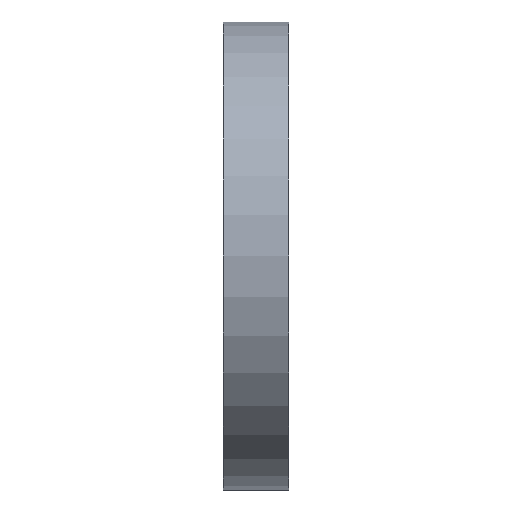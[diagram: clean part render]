
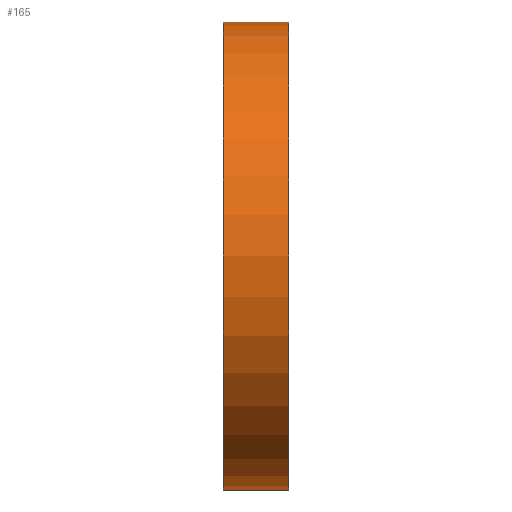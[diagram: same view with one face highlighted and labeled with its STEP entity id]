
A CAD part, front view. The second image highlights one B-rep face of the part: STEP entity #165.
In plain terms, the highlighted cylindrical face has radius 28.65 mm (diameter 57.3 mm), a partial arc.
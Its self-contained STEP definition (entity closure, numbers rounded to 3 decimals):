
#165=ADVANCED_FACE('',(#350),#349,.T.);
#349=CYLINDRICAL_SURFACE('',#640,28.65);
#350=FACE_OUTER_BOUND('',#641,.T.);
#637=CARTESIAN_POINT('',(0.,0.,0.));
#638=DIRECTION('',(1.,0.,0.));
#639=DIRECTION('',(0.,0.,1.));
#640=AXIS2_PLACEMENT_3D('',#637,#638,#639);
#641=EDGE_LOOP('',(#899,#900,#901,#902));
#899=ORIENTED_EDGE('',*,*,#999,.T.);
#900=ORIENTED_EDGE('',*,*,#1009,.F.);
#901=ORIENTED_EDGE('',*,*,#996,.F.);
#902=ORIENTED_EDGE('',*,*,#1010,.T.);
#996=EDGE_CURVE('',#1200,#1199,#1207,.T.);
#999=EDGE_CURVE('',#1227,#1228,#1229,.T.);
#1009=EDGE_CURVE('',#1199,#1228,#1295,.T.);
#1010=EDGE_CURVE('',#1200,#1227,#1301,.T.);
#1199=VERTEX_POINT('',#1585);
#1200=VERTEX_POINT('',#1586);
#1207=CIRCLE('',#1594,28.65);
#1227=VERTEX_POINT('',#1605);
#1228=VERTEX_POINT('',#1606);
#1229=CIRCLE('',#1610,28.65);
#1295=(BOUNDED_CURVE() B_SPLINE_CURVE(1,(#1649,#1650),.UNSPECIFIED.,.F.,.F.) B_SPLINE_CURVE_WITH_KNOTS((2,2),(0.083,0.917),.UNSPECIFIED.) CURVE() GEOMETRIC_REPRESENTATION_ITEM() RATIONAL_B_SPLINE_CURVE((1.,1.)) REPRESENTATION_ITEM('') );
#1301=(BOUNDED_CURVE() B_SPLINE_CURVE(1,(#1651,#1652),.UNSPECIFIED.,.F.,.F.) B_SPLINE_CURVE_WITH_KNOTS((2,2),(0.083,0.917),.UNSPECIFIED.) CURVE() GEOMETRIC_REPRESENTATION_ITEM() RATIONAL_B_SPLINE_CURVE((0.75,0.75)) REPRESENTATION_ITEM('') );
#1585=CARTESIAN_POINT('',(-4.,0.,28.65));
#1586=CARTESIAN_POINT('',(-4.,0.,-28.65));
#1591=CARTESIAN_POINT('',(-4.,0.,0.));
#1592=DIRECTION('',(-1.,0.,0.));
#1593=DIRECTION('',(0.,0.,1.));
#1594=AXIS2_PLACEMENT_3D('',#1591,#1592,#1593);
#1605=CARTESIAN_POINT('',(4.,0.,-28.65));
#1606=CARTESIAN_POINT('',(4.,0.,28.65));
#1607=CARTESIAN_POINT('',(4.,0.,0.));
#1608=DIRECTION('',(-1.,0.,0.));
#1609=DIRECTION('',(0.,0.,1.));
#1610=AXIS2_PLACEMENT_3D('',#1607,#1608,#1609);
#1649=CARTESIAN_POINT('',(-4.,0.,28.65));
#1650=CARTESIAN_POINT('',(4.,0.,28.65));
#1651=CARTESIAN_POINT('',(-4.,0.,-28.65));
#1652=CARTESIAN_POINT('',(4.,0.,-28.65));
